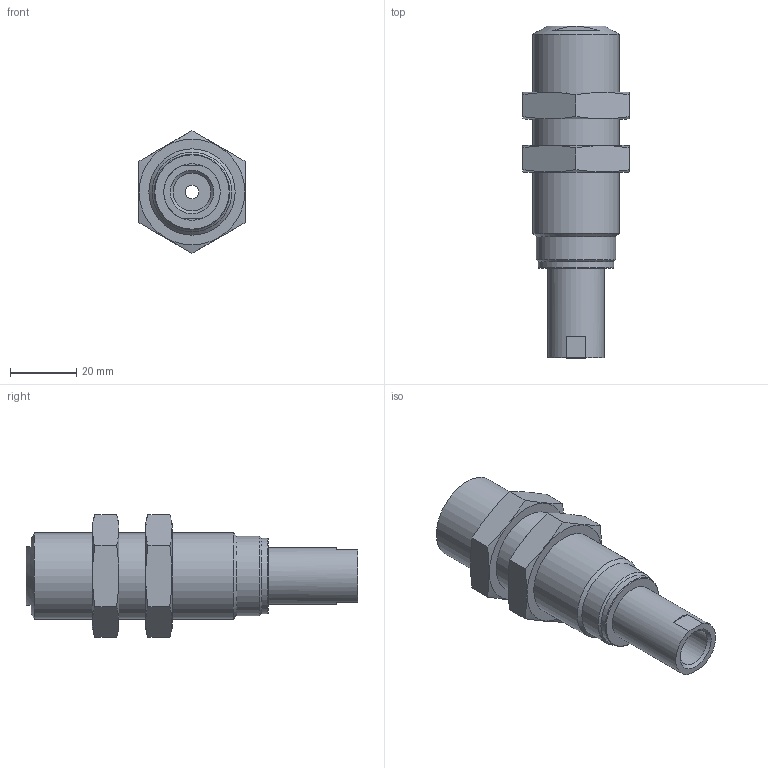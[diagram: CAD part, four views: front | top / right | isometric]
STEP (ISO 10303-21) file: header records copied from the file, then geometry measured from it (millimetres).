
FILE_DESCRIPTION(/* description */ ('STEP AP214'),/* implementation_level */ '2;1');
FILE_NAME(/* name */ '151211_VAL-1_4-20',/* time_stamp */ '2024-09-10T18:05:21+02:00',/* author */ ('License CC BY-ND 4.0'),/* organization */ ('CADENAS'),/* preprocessor_version */ 'ST-DEVELOPER v19.3',/* originating_system */ 'PARTsolutions',/* authorisation */ ' ');
FILE_SCHEMA (('AUTOMOTIVE_DESIGN {1 0 10303 214 3 1 1}'));
Length unit declared in the file: millimetre
Products named in the file (3): 151211 VAL-1/4-20---(0); 151211 VAL-1/4-20---(0_p); 337144 VAL-1/4 M26x1.5-8-32
Assembly tree (3 placements, depth 2):
  151211 VAL-1/4-20---(0)
    151211 VAL-1/4-20---(0_p)
    337144 VAL-1/4 M26x1.5-8-32  x2
Bounding box: 32 x 100 x 36.95 mm (x, y, z)
Volume: 46731.7 mm3; surface area: 14346.4 mm2
Topology: 3 solids, 3 shells, 52 faces, 113 edges, 72 vertices
Faces by surface type: plane 29, cone 14, cylinder 9
Full cylindrical faces by diameter (mm): 4 x1, 11.445 x2, 17 x1, 22.8 x1, 24 x1, 24.376 x2, 26 x1
Entity records: 1028 total; most frequent: CARTESIAN_POINT 207, DIRECTION 160, ORIENTED_EDGE 118, AXIS2_PLACEMENT_3D 72, EDGE_LOOP 66, FACE_BOUND 66, EDGE_CURVE 59, VERTEX_POINT 47
